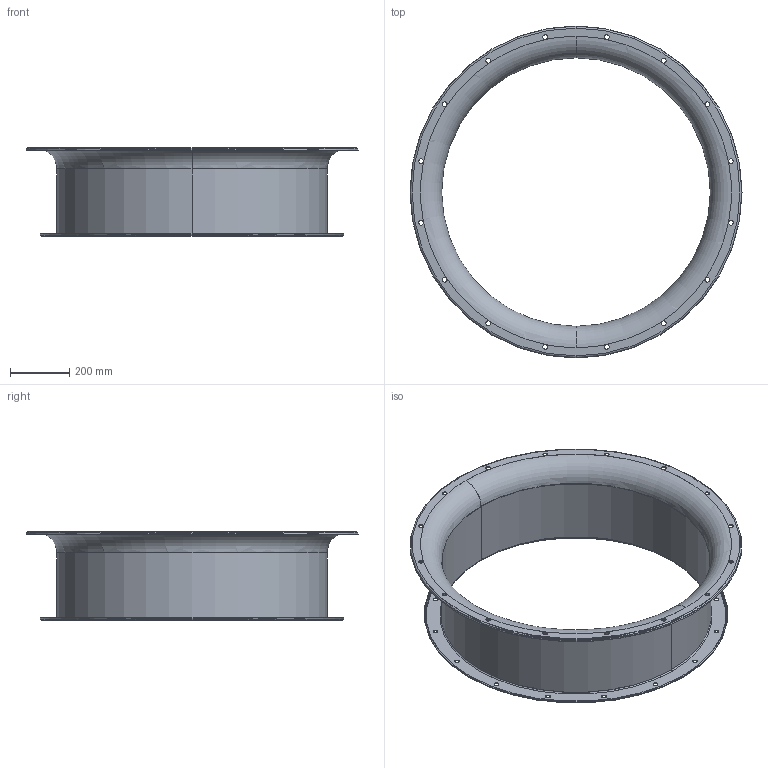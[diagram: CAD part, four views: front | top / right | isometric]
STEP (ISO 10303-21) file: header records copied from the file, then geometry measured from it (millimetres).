
FILE_DESCRIPTION (( 'STEP AP203' ), '1' );
FILE_NAME ('5BO9690 CCbo 90.STEP', '2022-02-24T14:58:18', ( '' ), ( '' ), 'SwSTEP 2.0', 'SolidWorks 2018', '' );
FILE_SCHEMA (( 'CONFIG_CONTROL_DESIGN' ));
Length unit declared in the file: millimetre
Products named in the file (1): 5BO9690 CCbo 90
Bounding box: 1125 x 1125 x 300 mm (x, y, z)
Volume: 3874166.1 mm3; surface area: 2607847.2 mm2
Topology: 1 solids, 1 shells, 100 faces, 328 edges, 200 vertices
Faces by surface type: cylinder 68, torus 16, cone 12, plane 4
Entity records: 3901 total; most frequent: DIRECTION 778, ORIENTED_EDGE 656, CARTESIAN_POINT 629, AXIS2_PLACEMENT_3D 349, EDGE_CURVE 328, CIRCLE 248, VERTEX_POINT 200, EDGE_LOOP 136
